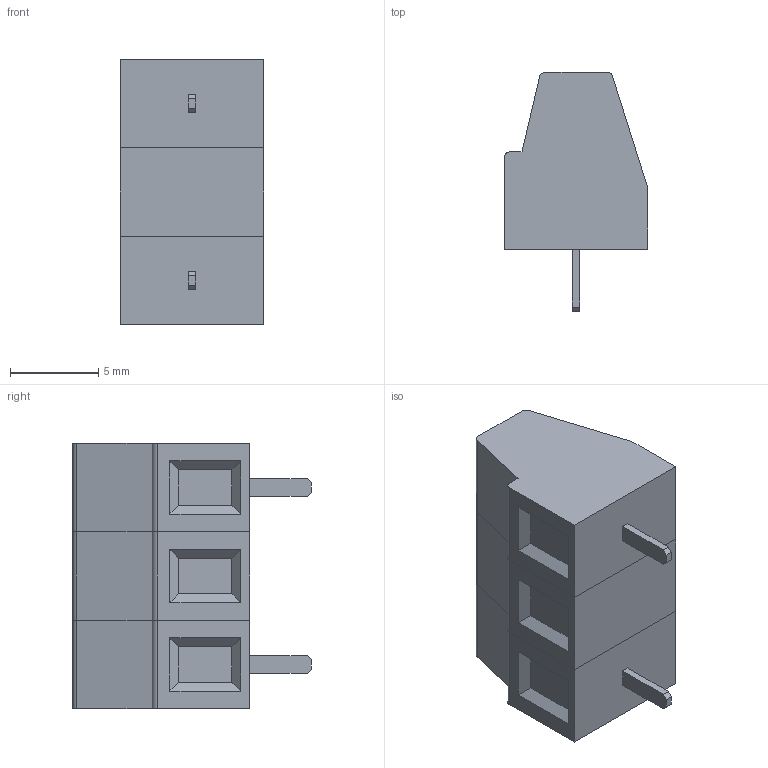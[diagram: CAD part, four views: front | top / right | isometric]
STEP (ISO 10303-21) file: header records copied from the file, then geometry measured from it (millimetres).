
FILE_DESCRIPTION(('FreeCAD Model'),'2;1');
FILE_NAME( 'MKDSN_1.5_2_10.stp', '2017-10-01T12:19:30',('Author'),(''), 'Open CASCADE STEP processor 6.8','FreeCAD','Unknown');
FILE_SCHEMA(('AUTOMOTIVE_DESIGN_CC2 { 1 2 10303 214 -1 1 5 4 }'));
Length unit declared in the file: millimetre
Products named in the file (3): ASSEMBLY; Array; Array001
Assembly tree (2 placements, depth 2):
  ASSEMBLY
    Array
    Array001
Bounding box: 8.1 x 13.5 x 15 mm (x, y, z)
Volume: 978.1 mm3; surface area: 967.6 mm2
Topology: 5 solids, 5 shells, 97 faces, 231 edges, 150 vertices
Faces by surface type: plane 85, cylinder 12
Full cylindrical faces by diameter (mm): 3 x3
Entity records: 5810 total; most frequent: CARTESIAN_POINT 1069, DIRECTION 848, LINE 549, VECTOR 549, ORIENTED_EDGE 462, PCURVE 462, DEFINITIONAL_REPRESENTATION 462, EDGE_CURVE 231
